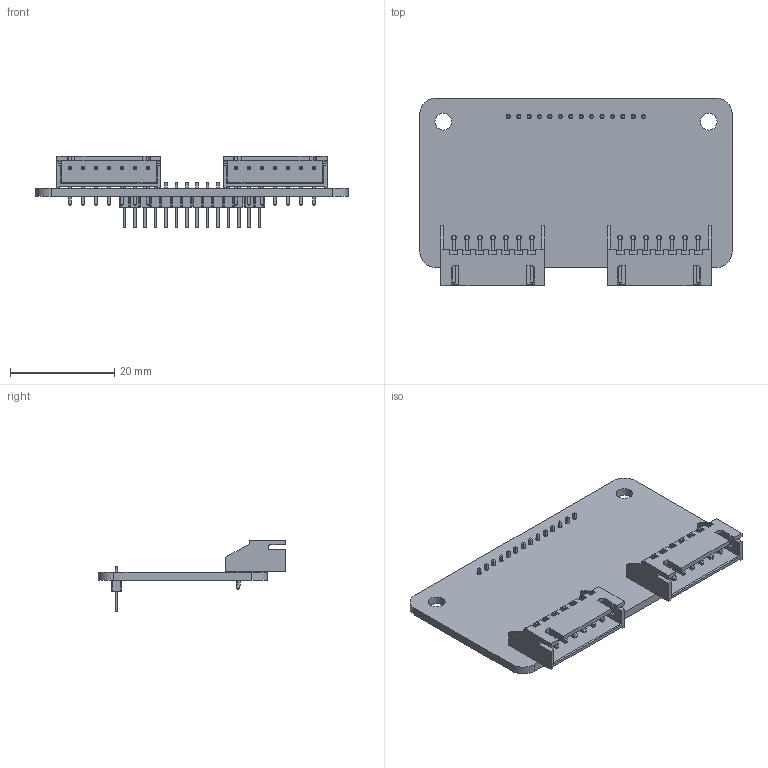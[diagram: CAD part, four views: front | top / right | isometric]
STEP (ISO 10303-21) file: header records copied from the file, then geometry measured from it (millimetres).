
FILE_DESCRIPTION(('KiCad electronic assembly'),'2;1');
FILE_NAME('bms.step','2020-02-18T19:15:56',('An Author'),('A Company'), 'Open CASCADE STEP processor 6.9','KiCad to STEP converter','Unknown' );
FILE_SCHEMA(('AUTOMOTIVE_DESIGN { 1 0 10303 214 1 1 1 1 }'));
Length unit declared in the file: millimetre
Products named in the file (6): Open CASCADE STEP translator 6.9 1; PinHeader_1x14_P2.00mm_Vertical; SOLID; JST_XH_S7B-XH-A_1x07_P2.50mm_Horizontal; COMPOUND
Assembly tree (6 placements, depth 3):
  Open CASCADE STEP translator 6.9 1
    PinHeader_1x14_P2.00mm_Vertical
      SOLID
    JST_XH_S7B-XH-A_1x07_P2.50mm_Horizontal  x2
      SOLID
    COMPOUND
Bounding box: 60.01 x 36 x 13.8 mm (x, y, z)
Volume: 4029.6 mm3; surface area: 7026.9 mm2
Topology: 4 solids, 4 shells, 878 faces, 2230 edges, 1416 vertices
Faces by surface type: plane 808, cylinder 70
Full cylindrical faces by diameter (mm): 0.8 x14, 0.95 x14, 3.2 x2
Entity records: 43240 total; most frequent: CARTESIAN_POINT 6403, DIRECTION 6115, LINE 4535, VECTOR 4535, ORIENTED_EDGE 3162, PCURVE 3162, DEFINITIONAL_REPRESENTATION 3162, EDGE_CURVE 1581
